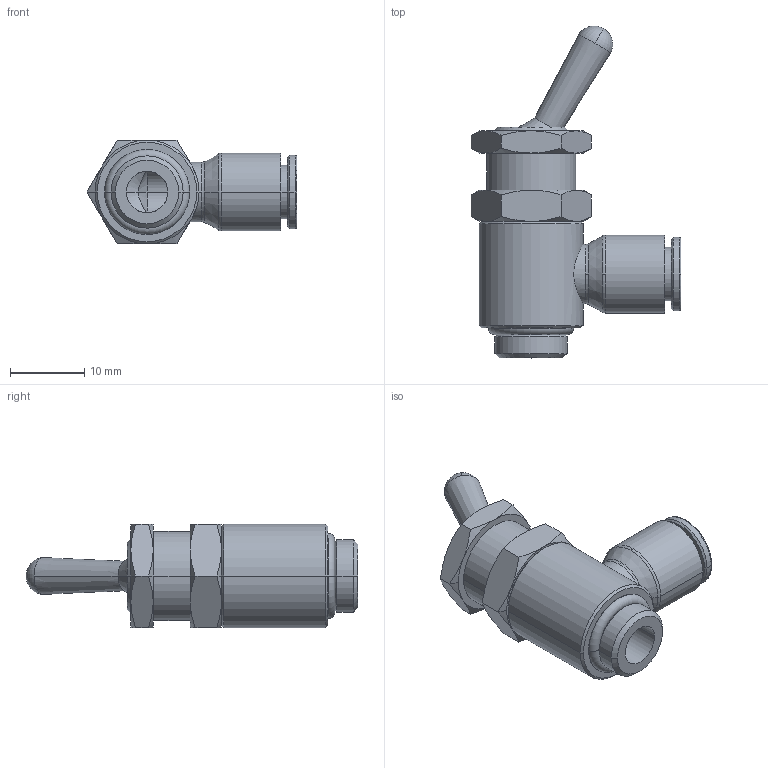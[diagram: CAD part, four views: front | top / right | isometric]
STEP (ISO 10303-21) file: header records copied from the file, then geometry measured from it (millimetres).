
FILE_DESCRIPTION(('STEP AP214'),'1');
FILE_NAME('7802_06_10.stp','2016-07-07T14:59:01',('TraceParts'),('TraceParts S.A.'),'Spatial InterOp 3D',' ',' ');
FILE_SCHEMA(('automotive_design'));
Length unit declared in the file: millimetre
Products named in the file (2): 1; 2
Bounding box: 28.28 x 44.73 x 14 mm (x, y, z)
Volume: 4849.5 mm3; surface area: 3237.9 mm2
Topology: 2 solids, 3 shells, 122 faces, 272 edges, 163 vertices
Faces by surface type: cone 62, plane 26, cylinder 22, torus 12
Entity records: 3658 total; most frequent: CARTESIAN_POINT 958, DIRECTION 608, ORIENTED_EDGE 544, EDGE_CURVE 272, AXIS2_PLACEMENT_3D 269, VERTEX_POINT 163, CIRCLE 139, EDGE_LOOP 135
